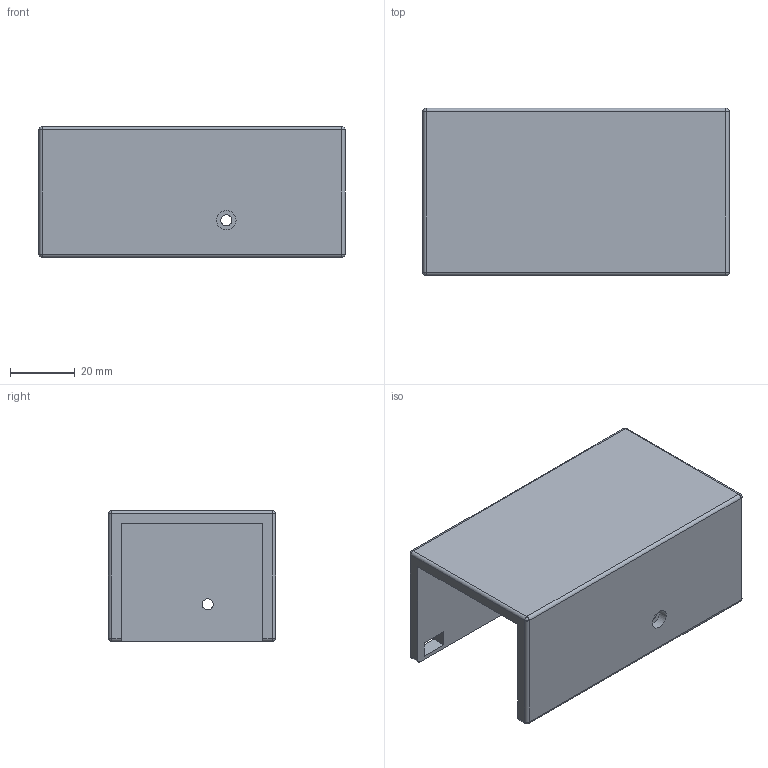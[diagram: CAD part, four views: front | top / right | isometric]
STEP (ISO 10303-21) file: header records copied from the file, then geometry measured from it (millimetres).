
FILE_DESCRIPTION(('FreeCAD Model'),'2;1');
FILE_NAME('Open CASCADE Shape Model','2025-01-26T19:51:06',(''),(''), 'Open CASCADE STEP processor 7.8','FreeCAD','Unknown');
FILE_SCHEMA(('AUTOMOTIVE_DESIGN { 1 0 10303 214 1 1 1 1 }'));
Length unit declared in the file: millimetre
Products named in the file (1): Cover
Bounding box: 94.75 x 51.75 x 40.5 mm (x, y, z)
Volume: 53088.9 mm3; surface area: 28161.6 mm2
Topology: 1 solids, 1 shells, 44 faces, 101 edges, 54 vertices
Faces by surface type: cylinder 19, plane 13, sphere 8, bspline 4
Full cylindrical faces by diameter (mm): 3.4 x3, 6 x3
Entity records: 1193 total; most frequent: CARTESIAN_POINT 212, DIRECTION 205, ORIENTED_EDGE 186, EDGE_CURVE 93, AXIS2_PLACEMENT_3D 79, FACE_BOUND 55, EDGE_LOOP 55, VERTEX_POINT 54
